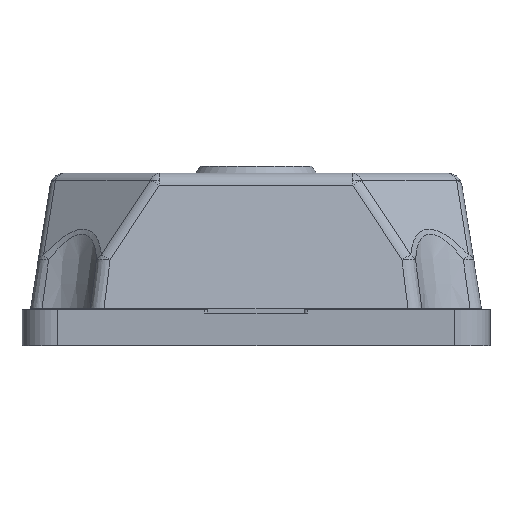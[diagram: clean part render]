
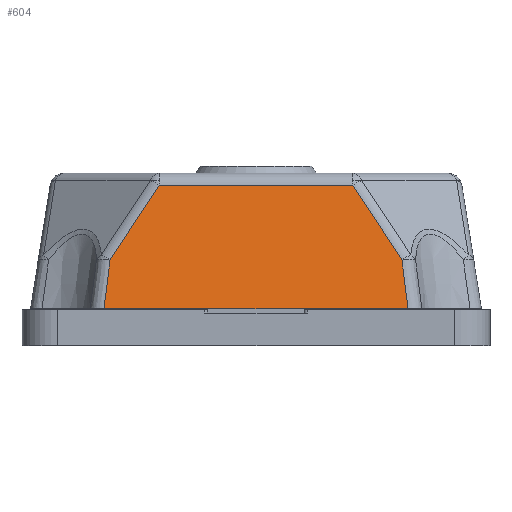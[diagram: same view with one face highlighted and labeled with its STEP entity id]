
A CAD part, left-side view. The second image highlights one B-rep face of the part: STEP entity #604.
In plain terms, the highlighted planar face has unit normal (-0.988, 0, 0.156).
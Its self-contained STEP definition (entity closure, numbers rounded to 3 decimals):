
#604=ADVANCED_FACE('',(#5261),#5263,.T.);
#5261=FACE_BOUND('',#5262,.T.);
#5262=EDGE_LOOP('',(#10448,#10449,#10450,#10451,#10452,#10453));
#5263=PLANE('',#5264);
#5264=AXIS2_PLACEMENT_3D('',#5265,#5266,#5267);
#5265=CARTESIAN_POINT('',(-63.2,63.2,-0.));
#5266=DIRECTION('',(-0.988,-0.,0.156));
#5267=DIRECTION('',(-0.,-1.,-0.));
#10448=ORIENTED_EDGE('',*,*,#12022,.F.);
#10449=ORIENTED_EDGE('',*,*,#12023,.T.);
#10450=ORIENTED_EDGE('',*,*,#12024,.T.);
#10451=ORIENTED_EDGE('',*,*,#11902,.F.);
#10452=ORIENTED_EDGE('',*,*,#12025,.T.);
#10453=ORIENTED_EDGE('',*,*,#12026,.T.);
#11902=EDGE_CURVE('',#13934,#13936,#13937,.T.);
#12022=EDGE_CURVE('',#14144,#14145,#14146,.F.);
#12023=EDGE_CURVE('',#14144,#14147,#14148,.F.);
#12024=EDGE_CURVE('',#14147,#13936,#14149,.F.);
#12025=EDGE_CURVE('',#13934,#14150,#14151,.F.);
#12026=EDGE_CURVE('',#14150,#14145,#14152,.T.);
#13934=VERTEX_POINT('',#20360);
#13936=VERTEX_POINT('',#20365);
#13937=LINE('',#20366,#20367);
#14144=VERTEX_POINT('',#21077);
#14145=VERTEX_POINT('',#21078);
#14146=LINE('',#21079,#21080);
#14147=VERTEX_POINT('',#21082);
#14148=B_SPLINE_CURVE_WITH_KNOTS('',3,
(#21083,#21084,#21085,#21086,#21087,#21088,#21089,#21090,#21091,#21092),
.UNSPECIFIED.,.F.,.F.,
(4,2,2,2,4),
(-0.,0.197,0.44,0.845,1.),
.UNSPECIFIED.);
#14149=LINE('',#21093,#21094);
#14150=VERTEX_POINT('',#21096);
#14151=LINE('',#21097,#21098);
#14152=B_SPLINE_CURVE_WITH_KNOTS('',3,
(#21100,#21101,#21102,#21103,#21104,#21105,#21106,#21107,#21108,#21109),
.UNSPECIFIED.,.F.,.F.,
(4,2,2,2,4),
(-0.,0.197,0.44,0.845,1.),
.UNSPECIFIED.);
#20360=CARTESIAN_POINT('',(-57.716,27.142,34.626));
#20365=CARTESIAN_POINT('',(-57.716,-27.142,34.626));
#20366=CARTESIAN_POINT('',(-57.716,27.142,34.626));
#20367=VECTOR('',#20368,1.);
#20368=DIRECTION('',(-0.,-1.,-0.));
#21077=CARTESIAN_POINT('',(-63.2,-42.625,0.));
#21078=CARTESIAN_POINT('',(-63.2,42.625,0.));
#21079=CARTESIAN_POINT('',(-63.2,42.625,0.));
#21080=VECTOR('',#21081,1.);
#21081=DIRECTION('',(-0.,-1.,0.));
#21082=CARTESIAN_POINT('',(-61.027,-40.902,13.717));
#21083=CARTESIAN_POINT('',(-61.027,-40.902,13.717));
#21084=CARTESIAN_POINT('',(-61.17,-41.011,12.817));
#21085=CARTESIAN_POINT('',(-61.313,-41.12,11.916));
#21086=CARTESIAN_POINT('',(-61.631,-41.367,9.903));
#21087=CARTESIAN_POINT('',(-61.808,-41.505,8.791));
#21088=CARTESIAN_POINT('',(-62.277,-41.875,5.825));
#21089=CARTESIAN_POINT('',(-62.571,-42.11,3.972));
#21090=CARTESIAN_POINT('',(-62.976,-42.441,1.412));
#21091=CARTESIAN_POINT('',(-63.088,-42.533,0.706));
#21092=CARTESIAN_POINT('',(-63.2,-42.625,0.));
#21093=CARTESIAN_POINT('',(-57.716,-27.142,34.626));
#21094=VECTOR('',#21095,1.);
#21095=DIRECTION('',(-0.131,-0.545,-0.828));
#21096=CARTESIAN_POINT('',(-61.027,40.902,13.717));
#21097=CARTESIAN_POINT('',(-61.027,40.902,13.717));
#21098=VECTOR('',#21099,1.);
#21099=DIRECTION('',(0.131,-0.545,0.828));
#21100=CARTESIAN_POINT('',(-61.027,40.902,13.717));
#21101=CARTESIAN_POINT('',(-61.17,41.011,12.817));
#21102=CARTESIAN_POINT('',(-61.313,41.12,11.916));
#21103=CARTESIAN_POINT('',(-61.631,41.367,9.903));
#21104=CARTESIAN_POINT('',(-61.808,41.505,8.791));
#21105=CARTESIAN_POINT('',(-62.277,41.875,5.825));
#21106=CARTESIAN_POINT('',(-62.571,42.11,3.972));
#21107=CARTESIAN_POINT('',(-62.976,42.441,1.412));
#21108=CARTESIAN_POINT('',(-63.088,42.533,0.706));
#21109=CARTESIAN_POINT('',(-63.2,42.625,0.));
